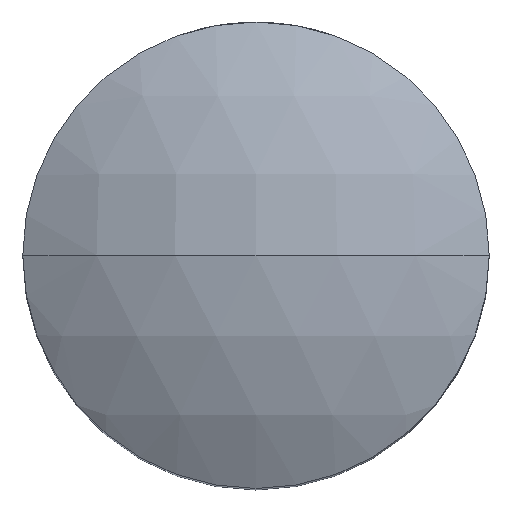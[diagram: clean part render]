
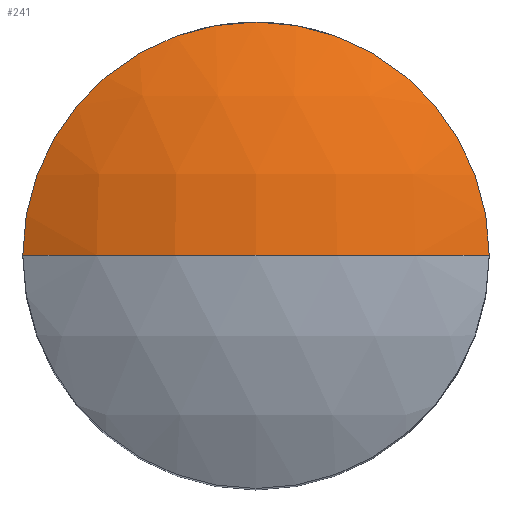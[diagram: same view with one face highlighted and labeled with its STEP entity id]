
A CAD part, top view. The second image highlights one B-rep face of the part: STEP entity #241.
In plain terms, the highlighted spherical face has radius 2.5 mm.
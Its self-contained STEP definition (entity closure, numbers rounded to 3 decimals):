
#10 = AXIS2_PLACEMENT_3D ( 'NONE', #724, #748, #752 ) ;
#52 = EDGE_CURVE ( 'NONE', #684, #621, #811, .T. ) ;
#58 = EDGE_CURVE ( 'NONE', #684, #438, #499, .T. ) ;
#88 = AXIS2_PLACEMENT_3D ( 'NONE', #812, #823, #809 ) ;
#103 = CARTESIAN_POINT ( 'NONE',  ( 0., 0., 3. ) ) ;
#164 = DIRECTION ( 'NONE',  ( -1., 0., 0. ) ) ;
#169 = DIRECTION ( 'NONE',  ( 0., 0., -1. ) ) ;
#175 = CARTESIAN_POINT ( 'NONE',  ( 0., 0., 2.665 ) ) ;
#190 = CARTESIAN_POINT ( 'NONE',  ( -1.25, 0., 2.665 ) ) ;
#241 = ADVANCED_FACE ( 'NONE', ( #816 ), #673, .T. ) ;
#269 = EDGE_CURVE ( 'NONE', #621, #438, #295, .T. ) ;
#295 = CIRCLE ( 'NONE', #709, 1.25 ) ;
#358 = ORIENTED_EDGE ( 'NONE', *, *, #58, .T. ) ;
#393 = DIRECTION ( 'NONE',  ( 1., 0., 0. ) ) ;
#398 = CARTESIAN_POINT ( 'NONE',  ( 0., 0., 0.5 ) ) ;
#434 = DIRECTION ( 'NONE',  ( 0., -1., 0. ) ) ;
#438 = VERTEX_POINT ( 'NONE', #476 ) ;
#476 = CARTESIAN_POINT ( 'NONE',  ( 1.25, 0., 2.665 ) ) ;
#499 = CIRCLE ( 'NONE', #88, 2.5 ) ;
#621 = VERTEX_POINT ( 'NONE', #190 ) ;
#628 = ORIENTED_EDGE ( 'NONE', *, *, #52, .F. ) ;
#673 = SPHERICAL_SURFACE ( 'NONE', #729, 2.5 ) ;
#684 = VERTEX_POINT ( 'NONE', #103 ) ;
#701 = EDGE_LOOP ( 'NONE', ( #628, #358, #853 ) ) ;
#709 = AXIS2_PLACEMENT_3D ( 'NONE', #175, #169, #164 ) ;
#724 = CARTESIAN_POINT ( 'NONE',  ( 0., 0., 0.5 ) ) ;
#729 = AXIS2_PLACEMENT_3D ( 'NONE', #398, #434, #393 ) ;
#748 = DIRECTION ( 'NONE',  ( 0., -1., 0. ) ) ;
#752 = DIRECTION ( 'NONE',  ( 1., 0., 0. ) ) ;
#809 = DIRECTION ( 'NONE',  ( 0., 0., 1. ) ) ;
#811 = CIRCLE ( 'NONE', #10, 2.5 ) ;
#812 = CARTESIAN_POINT ( 'NONE',  ( 0., 0., 0.5 ) ) ;
#816 = FACE_OUTER_BOUND ( 'NONE', #701, .T. ) ;
#823 = DIRECTION ( 'NONE',  ( 0., 1., 0. ) ) ;
#853 = ORIENTED_EDGE ( 'NONE', *, *, #269, .F. ) ;
